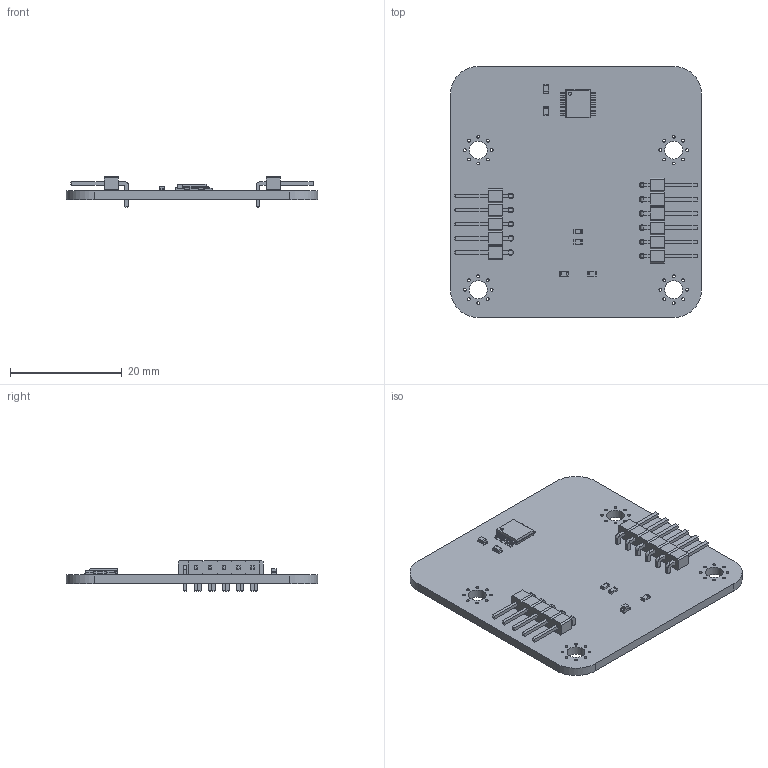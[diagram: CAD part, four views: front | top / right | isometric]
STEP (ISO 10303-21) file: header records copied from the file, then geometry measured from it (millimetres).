
FILE_DESCRIPTION(('KiCad electronic assembly'),'2;1');
FILE_NAME('1335_rev1.step','2021-04-21T16:22:44',('An Author'),( 'A Company'),'Open CASCADE STEP processor 6.9', 'KiCad to STEP converter','Unknown');
FILE_SCHEMA(('AUTOMOTIVE_DESIGN { 1 0 10303 214 1 1 1 1 }'));
Length unit declared in the file: millimetre
Products named in the file (14): Open CASCADE STEP translator 6.9 1; PinHeader_1x05_P2.54mm_Horizontal; SOLID; PinHeader_1x06_P2.54mm_Horizontal; R_0603_1608Metric; LED_0603_1608Metric; CP_EIA-1608-08_AVX-J; BQ34110PW; COMPOUND
Assembly tree (16 placements, depth 3):
  Open CASCADE STEP translator 6.9 1
    PinHeader_1x05_P2.54mm_Horizontal
      SOLID
    PinHeader_1x06_P2.54mm_Horizontal
      SOLID
    R_0603_1608Metric  x3
      SOLID
    LED_0603_1608Metric
      SOLID
    CP_EIA-1608-08_AVX-J  x2
      SOLID
    BQ34110PW
      COMPOUND
    COMPOUND
Bounding box: 45 x 45 x 5.54 mm (x, y, z)
Volume: 3386.4 mm3; surface area: 5135.2 mm2
Topology: 25 solids, 25 shells, 787 faces, 2003 edges, 1294 vertices
Faces by surface type: plane 609, cylinder 162, bspline 16
Full cylindrical faces by diameter (mm): 0.5 x32, 1 x11, 3.2 x4
Entity records: 47372 total; most frequent: CARTESIAN_POINT 7687, DIRECTION 6837, LINE 4653, VECTOR 4653, ORIENTED_EDGE 3526, PCURVE 3526, DEFINITIONAL_REPRESENTATION 3526, EDGE_CURVE 1763
